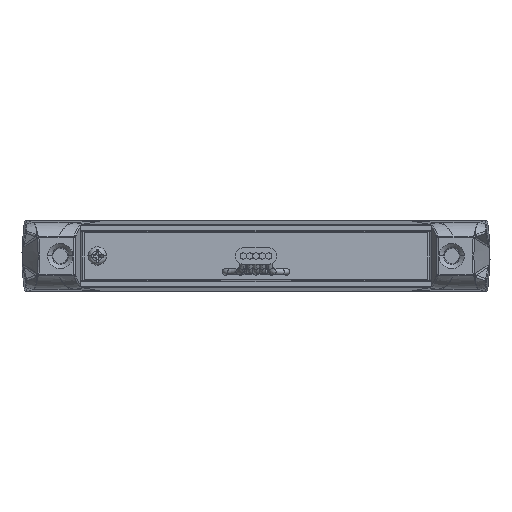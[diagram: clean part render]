
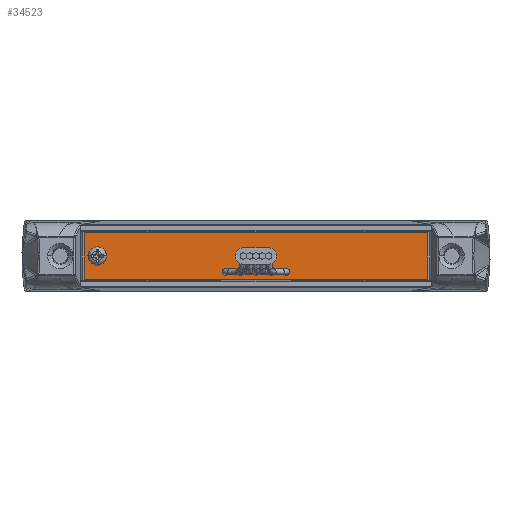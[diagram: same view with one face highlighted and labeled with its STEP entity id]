
A CAD part, front view. The second image highlights one B-rep face of the part: STEP entity #34523.
In plain terms, the highlighted planar face has unit normal (0, -1, 0).
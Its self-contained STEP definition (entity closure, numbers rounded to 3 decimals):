
#4617=CARTESIAN_POINT('',(31.2,-8.7,-4.2));
#4618=DIRECTION('',(0.,-1.,0.));
#4619=DIRECTION('',(0.,0.,-1.));
#4620=AXIS2_PLACEMENT_3D('',#4617,#4618,#4619);
#4622=DIRECTION('',(1.,0.,0.));
#4623=VECTOR('',#4622,62.4);
#4624=CARTESIAN_POINT('',(-31.2,-8.7,-4.35));
#4625=LINE('',#4624,#4623);
#4626=CARTESIAN_POINT('',(-31.2,-8.7,-4.2));
#4627=DIRECTION('',(0.,-1.,0.));
#4628=DIRECTION('',(-1.,0.,0.));
#4629=AXIS2_PLACEMENT_3D('',#4626,#4627,#4628);
#4631=DIRECTION('',(0.,0.,-1.));
#4632=VECTOR('',#4631,8.4);
#4633=CARTESIAN_POINT('',(-31.35,-8.7,4.2));
#4634=LINE('',#4633,#4632);
#4635=CARTESIAN_POINT('',(-31.2,-8.7,4.2));
#4636=DIRECTION('',(0.,-1.,0.));
#4637=DIRECTION('',(0.,0.,1.));
#4638=AXIS2_PLACEMENT_3D('',#4635,#4636,#4637);
#4640=DIRECTION('',(-1.,0.,0.));
#4641=VECTOR('',#4640,62.4);
#4642=CARTESIAN_POINT('',(31.2,-8.7,4.35));
#4643=LINE('',#4642,#4641);
#4644=CARTESIAN_POINT('',(31.2,-8.7,4.2));
#4645=DIRECTION('',(0.,-1.,0.));
#4646=DIRECTION('',(1.,0.,0.));
#4647=AXIS2_PLACEMENT_3D('',#4644,#4645,#4646);
#4649=DIRECTION('',(0.,0.,1.));
#4650=VECTOR('',#4649,8.4);
#4651=CARTESIAN_POINT('',(31.35,-8.7,-4.2));
#4652=LINE('',#4651,#4650);
#4653=CARTESIAN_POINT('',(-29.,-8.7,0.));
#4654=DIRECTION('',(0.,1.,0.));
#4655=DIRECTION('',(1.,0.,0.));
#4656=AXIS2_PLACEMENT_3D('',#4653,#4654,#4655);
#4658=CARTESIAN_POINT('',(-29.,-8.7,0.));
#4659=DIRECTION('',(0.,1.,0.));
#4660=DIRECTION('',(-1.,0.,0.));
#4661=AXIS2_PLACEMENT_3D('',#4658,#4659,#4660);
#4663=CARTESIAN_POINT('',(0.,-8.7,-2.88));
#4664=DIRECTION('',(0.,1.,0.));
#4665=DIRECTION('',(0.,0.,1.));
#4666=AXIS2_PLACEMENT_3D('',#4663,#4664,#4665);
#4668=CARTESIAN_POINT('',(0.,-8.7,-2.88));
#4669=DIRECTION('',(0.,-1.,0.));
#4670=DIRECTION('',(0.,0.,1.));
#4671=AXIS2_PLACEMENT_3D('',#4668,#4669,#4670);
#4673=CARTESIAN_POINT('',(0.,-8.7,-3.));
#4674=DIRECTION('',(0.,1.,0.));
#4675=DIRECTION('',(0.832,0.,-0.554));
#4676=AXIS2_PLACEMENT_3D('',#4673,#4674,#4675);
#4678=CARTESIAN_POINT('',(2.8,-8.7,-2.88));
#4679=DIRECTION('',(0.,1.,0.));
#4680=DIRECTION('',(0.,0.,1.));
#4681=AXIS2_PLACEMENT_3D('',#4678,#4679,#4680);
#4683=CARTESIAN_POINT('',(2.8,-8.7,-2.88));
#4684=DIRECTION('',(0.,1.,0.));
#4685=DIRECTION('',(-0.724,0.,-0.69));
#4686=AXIS2_PLACEMENT_3D('',#4683,#4684,#4685);
#4688=CARTESIAN_POINT('',(2.8,-8.7,-3.));
#4689=DIRECTION('',(0.,1.,0.));
#4690=DIRECTION('',(0.832,0.,-0.554));
#4691=AXIS2_PLACEMENT_3D('',#4688,#4689,#4690);
#4693=CARTESIAN_POINT('',(5.6,-8.7,-2.88));
#4694=DIRECTION('',(0.,1.,0.));
#4695=DIRECTION('',(0.,0.,1.));
#4696=AXIS2_PLACEMENT_3D('',#4693,#4694,#4695);
#4698=CARTESIAN_POINT('',(5.6,-8.7,-2.88));
#4699=DIRECTION('',(0.,1.,0.));
#4700=DIRECTION('',(-0.724,0.,-0.69));
#4701=AXIS2_PLACEMENT_3D('',#4698,#4699,#4700);
#4703=CARTESIAN_POINT('',(5.6,-8.7,-3.));
#4704=DIRECTION('',(0.,1.,0.));
#4705=DIRECTION('',(0.832,0.,-0.554));
#4706=AXIS2_PLACEMENT_3D('',#4703,#4704,#4705);
#4708=CARTESIAN_POINT('',(-2.8,-8.7,-2.88));
#4709=DIRECTION('',(0.,-1.,0.));
#4710=DIRECTION('',(0.,0.,1.));
#4711=AXIS2_PLACEMENT_3D('',#4708,#4709,#4710);
#4713=CARTESIAN_POINT('',(-2.8,-8.7,-3.));
#4714=DIRECTION('',(0.,1.,0.));
#4715=DIRECTION('',(0.832,0.,-0.554));
#4716=AXIS2_PLACEMENT_3D('',#4713,#4714,#4715);
#4718=CARTESIAN_POINT('',(-2.8,-8.7,-2.88));
#4719=DIRECTION('',(0.,-1.,0.));
#4720=DIRECTION('',(0.724,0.,-0.69));
#4721=AXIS2_PLACEMENT_3D('',#4718,#4719,#4720);
#4723=CARTESIAN_POINT('',(-5.6,-8.7,-2.88));
#4724=DIRECTION('',(0.,-1.,0.));
#4725=DIRECTION('',(0.,0.,1.));
#4726=AXIS2_PLACEMENT_3D('',#4723,#4724,#4725);
#4728=CARTESIAN_POINT('',(-5.6,-8.7,-3.));
#4729=DIRECTION('',(0.,1.,0.));
#4730=DIRECTION('',(0.832,0.,-0.554));
#4731=AXIS2_PLACEMENT_3D('',#4728,#4729,#4730);
#4733=CARTESIAN_POINT('',(-5.6,-8.7,-2.88));
#4734=DIRECTION('',(0.,-1.,0.));
#4735=DIRECTION('',(0.724,0.,-0.69));
#4736=AXIS2_PLACEMENT_3D('',#4733,#4734,#4735);
#24403=CARTESIAN_POINT('',(31.2,-8.7,-4.35));
#24404=CARTESIAN_POINT('',(31.35,-8.7,-4.2));
#24405=VERTEX_POINT('',#24403);
#24406=VERTEX_POINT('',#24404);
#24407=CARTESIAN_POINT('',(31.35,-8.7,4.2));
#24408=CARTESIAN_POINT('',(31.2,-8.7,4.35));
#24409=VERTEX_POINT('',#24407);
#24410=VERTEX_POINT('',#24408);
#24411=CARTESIAN_POINT('',(-31.2,-8.7,-4.35));
#24412=VERTEX_POINT('',#24411);
#24413=CARTESIAN_POINT('',(-31.2,-8.7,4.35));
#24414=VERTEX_POINT('',#24413);
#24415=CARTESIAN_POINT('',(-31.35,-8.7,4.2));
#24416=VERTEX_POINT('',#24415);
#24417=CARTESIAN_POINT('',(-31.35,-8.7,-4.2));
#24418=VERTEX_POINT('',#24417);
#24555=CARTESIAN_POINT('',(-27.473,-8.7,0.));
#24556=CARTESIAN_POINT('',(-30.527,-8.7,0.));
#24557=VERTEX_POINT('',#24555);
#24558=VERTEX_POINT('',#24556);
#24849=CARTESIAN_POINT('',(0.,-8.7,-2.305));
#24850=CARTESIAN_POINT('',(0.416,-8.7,-3.277));
#24851=VERTEX_POINT('',#24849);
#24852=VERTEX_POINT('',#24850);
#24853=CARTESIAN_POINT('',(2.8,-8.7,-2.305));
#24854=CARTESIAN_POINT('',(3.216,-8.7,-3.277));
#24855=VERTEX_POINT('',#24853);
#24856=VERTEX_POINT('',#24854);
#24857=CARTESIAN_POINT('',(2.384,-8.7,-3.277));
#24858=VERTEX_POINT('',#24857);
#24859=CARTESIAN_POINT('',(5.6,-8.7,-2.305));
#24860=CARTESIAN_POINT('',(6.016,-8.7,-3.277));
#24861=VERTEX_POINT('',#24859);
#24862=VERTEX_POINT('',#24860);
#24863=CARTESIAN_POINT('',(5.184,-8.7,-3.277));
#24864=VERTEX_POINT('',#24863);
#24865=CARTESIAN_POINT('',(-0.416,-8.7,-3.277));
#24866=VERTEX_POINT('',#24865);
#24867=CARTESIAN_POINT('',(-2.8,-8.7,-2.305));
#24868=CARTESIAN_POINT('',(-3.216,-8.7,-3.277));
#24869=VERTEX_POINT('',#24867);
#24870=VERTEX_POINT('',#24868);
#24871=CARTESIAN_POINT('',(-2.384,-8.7,-3.277));
#24872=VERTEX_POINT('',#24871);
#24873=CARTESIAN_POINT('',(-5.6,-8.7,-2.305));
#24874=CARTESIAN_POINT('',(-6.016,-8.7,-3.277));
#24875=VERTEX_POINT('',#24873);
#24876=VERTEX_POINT('',#24874);
#24877=CARTESIAN_POINT('',(-5.184,-8.7,-3.277));
#24878=VERTEX_POINT('',#24877);
#34462=CARTESIAN_POINT('',(0.,-8.7,0.));
#34463=DIRECTION('',(0.,-1.,0.));
#34464=DIRECTION('',(-1.,0.,0.));
#34465=AXIS2_PLACEMENT_3D('',#34462,#34463,#34464);
#34466=PLANE('',#34465);
#34467=ORIENTED_EDGE('',*,*,#34321,.F.);
#34468=ORIENTED_EDGE('',*,*,#34342,.F.);
#34469=ORIENTED_EDGE('',*,*,#34366,.F.);
#34470=ORIENTED_EDGE('',*,*,#34387,.F.);
#34471=ORIENTED_EDGE('',*,*,#34408,.F.);
#34472=ORIENTED_EDGE('',*,*,#34429,.F.);
#34473=ORIENTED_EDGE('',*,*,#34449,.F.);
#34474=ORIENTED_EDGE('',*,*,#34299,.F.);
#34475=EDGE_LOOP('',(#34467,#34468,#34469,#34470,#34471,#34472,#34473,#34474));
#34476=FACE_OUTER_BOUND('',#34475,.F.);
#34478=ORIENTED_EDGE('',*,*,#34477,.F.);
#34480=ORIENTED_EDGE('',*,*,#34479,.F.);
#34481=EDGE_LOOP('',(#34478,#34480));
#34482=FACE_BOUND('',#34481,.F.);
#34484=ORIENTED_EDGE('',*,*,#34483,.F.);
#34486=ORIENTED_EDGE('',*,*,#34485,.T.);
#34488=ORIENTED_EDGE('',*,*,#34487,.F.);
#34489=EDGE_LOOP('',(#34484,#34486,#34488));
#34490=FACE_BOUND('',#34489,.F.);
#34492=ORIENTED_EDGE('',*,*,#34491,.F.);
#34494=ORIENTED_EDGE('',*,*,#34493,.F.);
#34496=ORIENTED_EDGE('',*,*,#34495,.F.);
#34497=EDGE_LOOP('',(#34492,#34494,#34496));
#34498=FACE_BOUND('',#34497,.F.);
#34500=ORIENTED_EDGE('',*,*,#34499,.F.);
#34502=ORIENTED_EDGE('',*,*,#34501,.F.);
#34504=ORIENTED_EDGE('',*,*,#34503,.F.);
#34505=EDGE_LOOP('',(#34500,#34502,#34504));
#34506=FACE_BOUND('',#34505,.F.);
#34508=ORIENTED_EDGE('',*,*,#34507,.T.);
#34510=ORIENTED_EDGE('',*,*,#34509,.F.);
#34512=ORIENTED_EDGE('',*,*,#34511,.T.);
#34513=EDGE_LOOP('',(#34508,#34510,#34512));
#34514=FACE_BOUND('',#34513,.F.);
#34516=ORIENTED_EDGE('',*,*,#34515,.T.);
#34518=ORIENTED_EDGE('',*,*,#34517,.F.);
#34520=ORIENTED_EDGE('',*,*,#34519,.T.);
#34521=EDGE_LOOP('',(#34516,#34518,#34520));
#34522=FACE_BOUND('',#34521,.F.);
#4621=CIRCLE('',#4620,0.15);
#4630=CIRCLE('',#4629,0.15);
#4639=CIRCLE('',#4638,0.15);
#4648=CIRCLE('',#4647,0.15);
#4657=CIRCLE('',#4656,1.527);
#4662=CIRCLE('',#4661,1.527);
#4667=CIRCLE('',#4666,0.575);
#4672=CIRCLE('',#4671,0.575);
#4677=CIRCLE('',#4676,0.5);
#4682=CIRCLE('',#4681,0.575);
#4687=CIRCLE('',#4686,0.575);
#4692=CIRCLE('',#4691,0.5);
#4697=CIRCLE('',#4696,0.575);
#4702=CIRCLE('',#4701,0.575);
#4707=CIRCLE('',#4706,0.5);
#4712=CIRCLE('',#4711,0.575);
#4717=CIRCLE('',#4716,0.5);
#4722=CIRCLE('',#4721,0.575);
#4727=CIRCLE('',#4726,0.575);
#4732=CIRCLE('',#4731,0.5);
#4737=CIRCLE('',#4736,0.575);
#34299=EDGE_CURVE('',#24406,#24409,#4652,.T.);
#34321=EDGE_CURVE('',#24405,#24406,#4621,.T.);
#34342=EDGE_CURVE('',#24412,#24405,#4625,.T.);
#34366=EDGE_CURVE('',#24418,#24412,#4630,.T.);
#34387=EDGE_CURVE('',#24416,#24418,#4634,.T.);
#34408=EDGE_CURVE('',#24414,#24416,#4639,.T.);
#34429=EDGE_CURVE('',#24410,#24414,#4643,.T.);
#34449=EDGE_CURVE('',#24409,#24410,#4648,.T.);
#34477=EDGE_CURVE('',#24557,#24558,#4657,.T.);
#34479=EDGE_CURVE('',#24558,#24557,#4662,.T.);
#34483=EDGE_CURVE('',#24851,#24852,#4667,.T.);
#34485=EDGE_CURVE('',#24851,#24866,#4672,.T.);
#34487=EDGE_CURVE('',#24852,#24866,#4677,.T.);
#34491=EDGE_CURVE('',#24855,#24856,#4682,.T.);
#34493=EDGE_CURVE('',#24858,#24855,#4687,.T.);
#34495=EDGE_CURVE('',#24856,#24858,#4692,.T.);
#34499=EDGE_CURVE('',#24861,#24862,#4697,.T.);
#34501=EDGE_CURVE('',#24864,#24861,#4702,.T.);
#34503=EDGE_CURVE('',#24862,#24864,#4707,.T.);
#34507=EDGE_CURVE('',#24869,#24870,#4712,.T.);
#34509=EDGE_CURVE('',#24872,#24870,#4717,.T.);
#34511=EDGE_CURVE('',#24872,#24869,#4722,.T.);
#34515=EDGE_CURVE('',#24875,#24876,#4727,.T.);
#34517=EDGE_CURVE('',#24878,#24876,#4732,.T.);
#34519=EDGE_CURVE('',#24878,#24875,#4737,.T.);
#34523=ADVANCED_FACE('',(#34476,#34482,#34490,#34498,#34506,#34514,#34522),
#34466,.T.);
